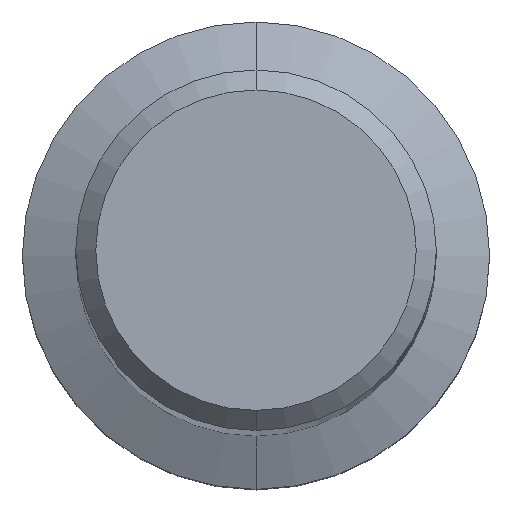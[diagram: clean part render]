
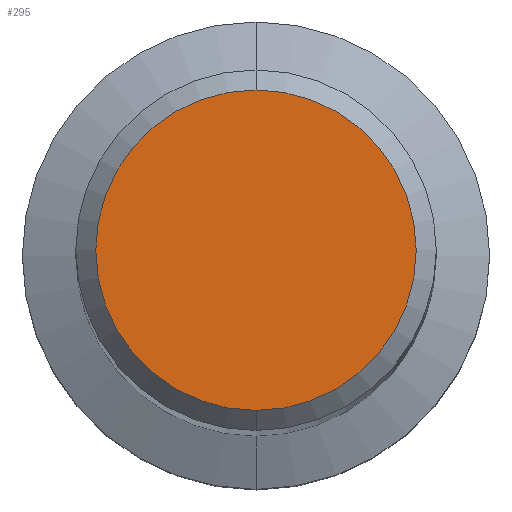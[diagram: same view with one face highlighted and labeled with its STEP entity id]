
A CAD part, top view. The second image highlights one B-rep face of the part: STEP entity #295.
In plain terms, the highlighted planar face has unit normal (0, 0, 1).
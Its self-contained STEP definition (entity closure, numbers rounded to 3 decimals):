
#231=VERTEX_POINT('',#589);
#295=ADVANCED_FACE('',(#663),#664,.T.);
#319=EDGE_CURVE('',#367,#231,#691,.T.);
#329=EDGE_CURVE('',#231,#367,#701,.T.);
#367=VERTEX_POINT('',#743);
#589=CARTESIAN_POINT('',(0.0,4.8,0.0));
#663=FACE_OUTER_BOUND('',#1179,.T.);
#664=PLANE('',#1180);
#691=CIRCLE('',#1225,4.8);
#701=CIRCLE('',#1240,4.8);
#743=CARTESIAN_POINT('',(0.,-4.8,0.0));
#1179=EDGE_LOOP('',(#1813,#1814));
#1180=AXIS2_PLACEMENT_3D('',#1815,#1816,#1817);
#1225=AXIS2_PLACEMENT_3D('',#1840,#1841,#1842);
#1240=AXIS2_PLACEMENT_3D('',#1845,#1846,#1847);
#1813=ORIENTED_EDGE('',*,*,#329,.F.);
#1814=ORIENTED_EDGE('',*,*,#319,.F.);
#1815=CARTESIAN_POINT('',(0.0,2.4,0.0));
#1816=DIRECTION('',(-0.0,0.0,1.0));
#1817=DIRECTION('',(0.0,-1.0,0.0));
#1840=CARTESIAN_POINT('',(0.0,0.0,0.0));
#1841=DIRECTION('',(0.0,0.0,-1.0));
#1842=DIRECTION('',(0.0,1.0,0.0));
#1845=CARTESIAN_POINT('',(0.0,0.0,0.0));
#1846=DIRECTION('',(0.0,0.0,-1.0));
#1847=DIRECTION('',(0.0,1.0,0.0));
